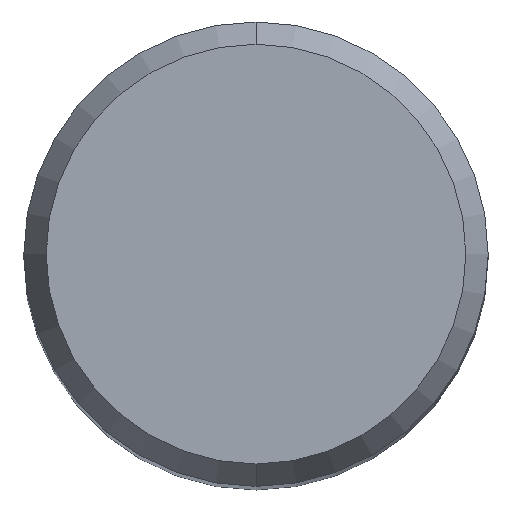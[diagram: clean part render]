
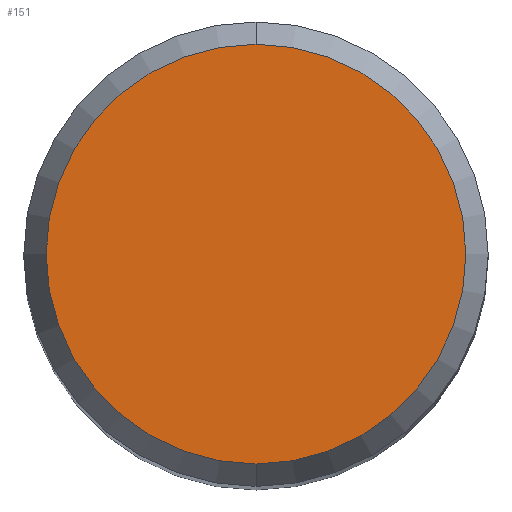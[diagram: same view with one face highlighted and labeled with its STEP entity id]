
A CAD part, top view. The second image highlights one B-rep face of the part: STEP entity #151.
In plain terms, the highlighted planar face has unit normal (0, 0, 1).
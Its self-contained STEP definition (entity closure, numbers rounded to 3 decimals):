
#135=EDGE_CURVE('',#143,#149,#268,.T.);
#143=VERTEX_POINT('',#276);
#149=VERTEX_POINT('',#283);
#151=ADVANCED_FACE('',(#285),#286,.T.);
#161=EDGE_CURVE('',#149,#143,#299,.T.);
#268=CIRCLE('',#416,4.304);
#276=CARTESIAN_POINT('',(0.,-4.304,0.01));
#283=CARTESIAN_POINT('',(0.0,4.304,0.01));
#285=FACE_OUTER_BOUND('',#437,.T.);
#286=PLANE('',#438);
#299=CIRCLE('',#454,4.304);
#416=AXIS2_PLACEMENT_3D('',#570,#571,#572);
#437=EDGE_LOOP('',(#587,#588));
#438=AXIS2_PLACEMENT_3D('',#589,#590,#591);
#454=AXIS2_PLACEMENT_3D('',#613,#614,#615);
#570=CARTESIAN_POINT('',(0.0,0.0,0.01));
#571=DIRECTION('',(0.0,0.0,-1.0));
#572=DIRECTION('',(0.0,1.0,0.0));
#587=ORIENTED_EDGE('',*,*,#161,.F.);
#588=ORIENTED_EDGE('',*,*,#135,.F.);
#589=CARTESIAN_POINT('',(0.0,2.152,0.01));
#590=DIRECTION('',(-0.0,0.0,1.0));
#591=DIRECTION('',(0.0,-1.0,0.0));
#613=CARTESIAN_POINT('',(0.0,0.0,0.01));
#614=DIRECTION('',(0.0,0.0,-1.0));
#615=DIRECTION('',(0.0,1.0,0.0));
